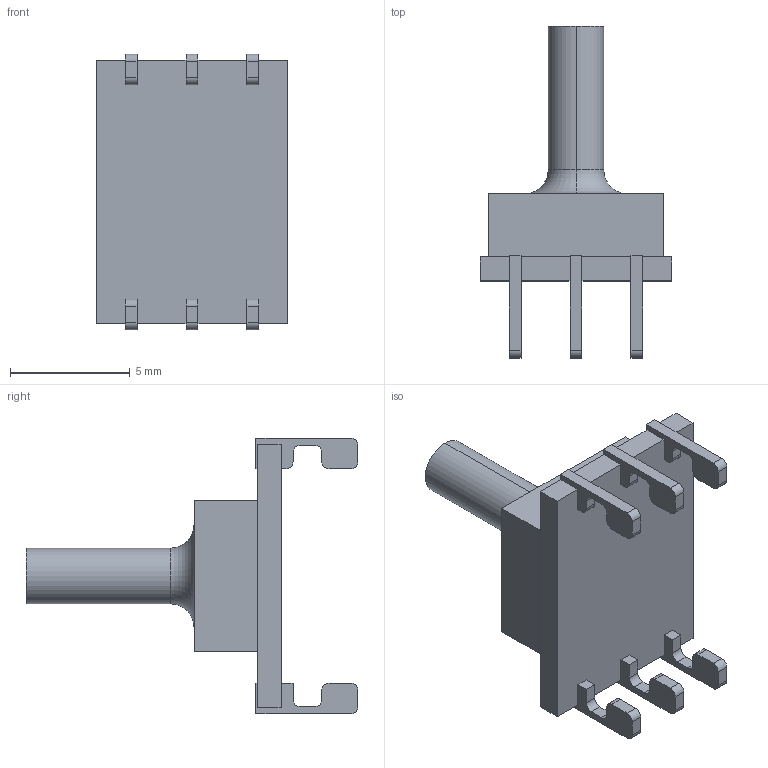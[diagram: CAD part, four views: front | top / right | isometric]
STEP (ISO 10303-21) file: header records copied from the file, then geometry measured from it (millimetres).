
FILE_DESCRIPTION (( 'STEP AP214' ), '1' );
FILE_NAME ('ABPMAN-series-pressure-sensor.STEP', '2020-03-22T14:37:58', ( '' ), ( '' ), 'SwSTEP 2.0', 'SolidWorks 2018', '' );
FILE_SCHEMA (( 'AUTOMOTIVE_DESIGN' ));
Length unit declared in the file: millimetre
Products named in the file (1): ABPMAN-series-pressure-sensor
Bounding box: 8 x 13.83 x 11.5 mm (x, y, z)
Volume: 244.5 mm3; surface area: 419.1 mm2
Topology: 1 solids, 1 shells, 124 faces, 355 edges, 236 vertices
Faces by surface type: plane 85, cylinder 37, torus 2
Entity records: 4735 total; most frequent: CARTESIAN_POINT 716, ORIENTED_EDGE 710, DIRECTION 683, EDGE_CURVE 355, VECTOR 277, LINE 277, VERTEX_POINT 236, AXIS2_PLACEMENT_3D 203
